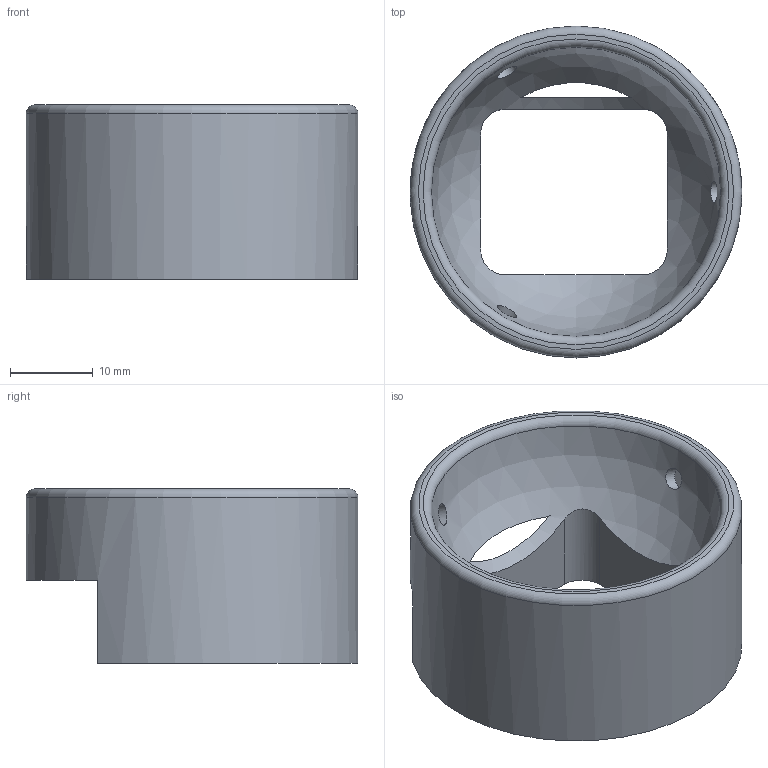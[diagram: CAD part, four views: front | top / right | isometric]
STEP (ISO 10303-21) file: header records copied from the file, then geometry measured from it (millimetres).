
FILE_DESCRIPTION(/* description */ (''),/* implementation_level */ '2;1');
FILE_NAME(/* name */ 'Chopped Trackball Mount.step',/* time_stamp */ '2023-02-16T01:51:48+01:00',/* author */ (''),/* organization */ (''),/* preprocessor_version */ 'ST-DEVELOPER v19.2',/* originating_system */ 'Autodesk Translation Framework v11.17.0.187',/* authorisation */ '');
FILE_SCHEMA (('AUTOMOTIVE_DESIGN { 1 0 10303 214 3 1 1 }'));
Length unit declared in the file: millimetre
Products named in the file (2): wired-wizza; Trackball mount v1
Assembly tree (1 placements, depth 2):
  wired-wizza
    Trackball mount v1
Bounding box: 40 x 40 x 21 mm (x, y, z)
Volume: 10794.4 mm3; surface area: 5637.7 mm2
Topology: 1 solids, 1 shells, 22 faces, 56 edges, 38 vertices
Faces by surface type: plane 11, cylinder 8, torus 2, sphere 1
Full cylindrical faces by diameter (mm): 2.6 x3, 40 x1
Entity records: 891 total; most frequent: CARTESIAN_POINT 281, DIRECTION 121, ORIENTED_EDGE 112, EDGE_CURVE 56, AXIS2_PLACEMENT_3D 50, VERTEX_POINT 38, EDGE_LOOP 28, CIRCLE 25
